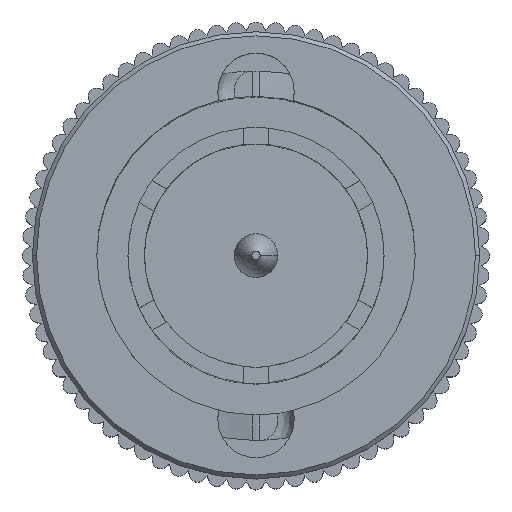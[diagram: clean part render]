
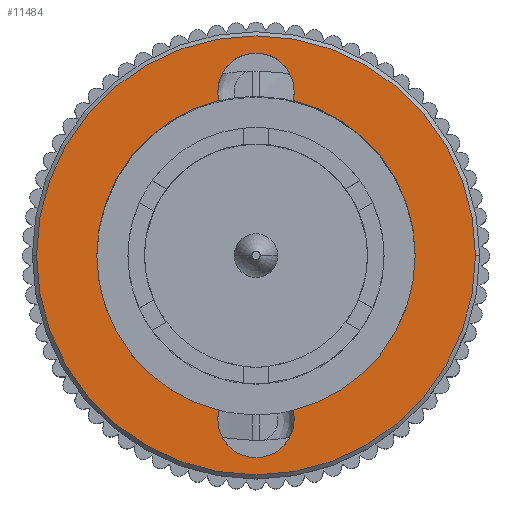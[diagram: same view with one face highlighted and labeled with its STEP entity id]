
A CAD part, top view. The second image highlights one B-rep face of the part: STEP entity #11484.
In plain terms, the highlighted planar face has unit normal (0, 0, 1).
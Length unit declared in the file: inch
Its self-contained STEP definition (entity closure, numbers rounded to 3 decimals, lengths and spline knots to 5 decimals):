
#10 = VERTEX_POINT ( 'NONE', #4508 ) ;
#211 = AXIS2_PLACEMENT_3D ( 'NONE', #3984, #862, #8071 ) ;
#291 = CIRCLE ( 'NONE', #1975, 0.2675 ) ;
#359 = FACE_OUTER_BOUND ( 'NONE', #11662, .T. ) ;
#375 = EDGE_CURVE ( 'NONE', #10, #9595, #11883, .T. ) ;
#413 = CARTESIAN_POINT ( 'NONE',  ( 0., 0., 0. ) ) ;
#422 = FACE_BOUND ( 'NONE', #7977, .T. ) ;
#456 = DIRECTION ( 'NONE',  ( 1., 0., 0. ) ) ;
#645 = ORIENTED_EDGE ( 'NONE', *, *, #10748, .F. ) ;
#732 = DIRECTION ( 'NONE',  ( 0., 0., 1. ) ) ;
#862 = DIRECTION ( 'NONE',  ( 0., 0., 1. ) ) ;
#1152 = DIRECTION ( 'NONE',  ( -1., 0., 0. ) ) ;
#1253 = DIRECTION ( 'NONE',  ( 1., 0., 0. ) ) ;
#1359 = AXIS2_PLACEMENT_3D ( 'NONE', #5488, #9535, #456 ) ;
#1400 = CARTESIAN_POINT ( 'NONE',  ( 0.2675, 0., 0. ) ) ;
#1678 = CARTESIAN_POINT ( 'NONE',  ( 0.0465, -0.2, 0. ) ) ;
#1692 = VERTEX_POINT ( 'NONE', #1400 ) ;
#1727 = VERTEX_POINT ( 'NONE', #8421 ) ;
#1754 = EDGE_CURVE ( 'NONE', #1727, #1692, #9257, .T. ) ;
#1794 = DIRECTION ( 'NONE',  ( 1., 0., 0. ) ) ;
#1820 = CARTESIAN_POINT ( 'NONE',  ( -0.0451, -0.18868, 0. ) ) ;
#1975 = AXIS2_PLACEMENT_3D ( 'NONE', #12717, #732, #4838 ) ;
#2014 = DIRECTION ( 'NONE',  ( -1., 0., 0. ) ) ;
#2087 = CIRCLE ( 'NONE', #9714, 0.0465 ) ;
#2422 = EDGE_CURVE ( 'NONE', #6826, #4260, #2087, .T. ) ;
#2451 = CARTESIAN_POINT ( 'NONE',  ( 0., -0.2, 0. ) ) ;
#2583 = AXIS2_PLACEMENT_3D ( 'NONE', #6104, #11081, #7032 ) ;
#2864 = VERTEX_POINT ( 'NONE', #1678 ) ;
#2890 = ORIENTED_EDGE ( 'NONE', *, *, #7515, .F. ) ;
#3266 = ORIENTED_EDGE ( 'NONE', *, *, #7732, .F. ) ;
#3318 = DIRECTION ( 'NONE',  ( 1., 0., 0. ) ) ;
#3327 = CARTESIAN_POINT ( 'NONE',  ( 0., -0.2, 0. ) ) ;
#3384 = DIRECTION ( 'NONE',  ( 0., 0., 1. ) ) ;
#3461 = DIRECTION ( 'NONE',  ( 0., 0., 1. ) ) ;
#3590 = DIRECTION ( 'NONE',  ( 1., 0., 0. ) ) ;
#3680 = CARTESIAN_POINT ( 'NONE',  ( -0.0465, -0.2, 0. ) ) ;
#3984 = CARTESIAN_POINT ( 'NONE',  ( 0.2725, 0., 0. ) ) ;
#4205 = CARTESIAN_POINT ( 'NONE',  ( 0., 0.2, 0. ) ) ;
#4239 = CARTESIAN_POINT ( 'NONE',  ( 0., 0.2, 0. ) ) ;
#4260 = VERTEX_POINT ( 'NONE', #3680 ) ;
#4508 = CARTESIAN_POINT ( 'NONE',  ( 0.0451, -0.18868, 0. ) ) ;
#4510 = AXIS2_PLACEMENT_3D ( 'NONE', #11925, #7686, #1794 ) ;
#4601 = EDGE_CURVE ( 'NONE', #12349, #6826, #12069, .T. ) ;
#4838 = DIRECTION ( 'NONE',  ( 1., 0., 0. ) ) ;
#5009 = CARTESIAN_POINT ( 'NONE',  ( -0.194, 0., 0. ) ) ;
#5173 = CIRCLE ( 'NONE', #1359, 0.194 ) ;
#5268 = ORIENTED_EDGE ( 'NONE', *, *, #12932, .F. ) ;
#5488 = CARTESIAN_POINT ( 'NONE',  ( 0., 0., 0. ) ) ;
#5610 = ORIENTED_EDGE ( 'NONE', *, *, #12470, .F. ) ;
#5747 = EDGE_CURVE ( 'NONE', #9595, #12198, #6558, .T. ) ;
#6027 = CIRCLE ( 'NONE', #7712, 0.0465 ) ;
#6104 = CARTESIAN_POINT ( 'NONE',  ( 0., 0., 0. ) ) ;
#6179 = DIRECTION ( 'NONE',  ( 0., 0., 1. ) ) ;
#6353 = AXIS2_PLACEMENT_3D ( 'NONE', #8679, #3384, #3318 ) ;
#6359 = DIRECTION ( 'NONE',  ( 1., 0., 0. ) ) ;
#6558 = CIRCLE ( 'NONE', #7618, 0.194 ) ;
#6573 = ORIENTED_EDGE ( 'NONE', *, *, #11656, .F. ) ;
#6826 = VERTEX_POINT ( 'NONE', #1820 ) ;
#6848 = VERTEX_POINT ( 'NONE', #13094 ) ;
#6950 = DIRECTION ( 'NONE',  ( 1., 0., 0. ) ) ;
#7032 = DIRECTION ( 'NONE',  ( 1., 0., 0. ) ) ;
#7452 = ORIENTED_EDGE ( 'NONE', *, *, #375, .F. ) ;
#7515 = EDGE_CURVE ( 'NONE', #9371, #6848, #9353, .T. ) ;
#7618 = AXIS2_PLACEMENT_3D ( 'NONE', #12188, #7941, #6950 ) ;
#7686 = DIRECTION ( 'NONE',  ( 0., 0., 1. ) ) ;
#7712 = AXIS2_PLACEMENT_3D ( 'NONE', #4239, #8404, #9270 ) ;
#7727 = CIRCLE ( 'NONE', #10275, 0.0465 ) ;
#7731 = VERTEX_POINT ( 'NONE', #7944 ) ;
#7732 = EDGE_CURVE ( 'NONE', #2864, #10, #11679, .T. ) ;
#7941 = DIRECTION ( 'NONE',  ( 0., 0., 1. ) ) ;
#7944 = CARTESIAN_POINT ( 'NONE',  ( -0.0451, 0.18868, 0. ) ) ;
#7977 = EDGE_LOOP ( 'NONE', ( #645, #6573, #2890, #5610, #8278, #7452, #3266, #5268, #10797, #13055 ) ) ;
#8071 = DIRECTION ( 'NONE',  ( 1., 0., 0. ) ) ;
#8278 = ORIENTED_EDGE ( 'NONE', *, *, #5747, .F. ) ;
#8404 = DIRECTION ( 'NONE',  ( 0., 0., 1. ) ) ;
#8421 = CARTESIAN_POINT ( 'NONE',  ( -0.2675, 0., 0. ) ) ;
#8499 = PLANE ( 'NONE',  #211 ) ;
#8573 = CIRCLE ( 'NONE', #11947, 0.0465 ) ;
#8679 = CARTESIAN_POINT ( 'NONE',  ( 0., 0., 0. ) ) ;
#9073 = ORIENTED_EDGE ( 'NONE', *, *, #9143, .T. ) ;
#9143 = EDGE_CURVE ( 'NONE', #1692, #1727, #291, .T. ) ;
#9257 = CIRCLE ( 'NONE', #11779, 0.2675 ) ;
#9270 = DIRECTION ( 'NONE',  ( -1., 0., 0. ) ) ;
#9353 = CIRCLE ( 'NONE', #11044, 0.0465 ) ;
#9362 = CARTESIAN_POINT ( 'NONE',  ( 0., 0.2, 0. ) ) ;
#9371 = VERTEX_POINT ( 'NONE', #12244 ) ;
#9535 = DIRECTION ( 'NONE',  ( 0., 0., 1. ) ) ;
#9560 = ORIENTED_EDGE ( 'NONE', *, *, #1754, .T. ) ;
#9595 = VERTEX_POINT ( 'NONE', #10654 ) ;
#9714 = AXIS2_PLACEMENT_3D ( 'NONE', #2451, #12321, #1253 ) ;
#10275 = AXIS2_PLACEMENT_3D ( 'NONE', #3327, #11465, #3590 ) ;
#10654 = CARTESIAN_POINT ( 'NONE',  ( 0.194, 0., 0. ) ) ;
#10748 = EDGE_CURVE ( 'NONE', #7731, #12349, #5173, .T. ) ;
#10797 = ORIENTED_EDGE ( 'NONE', *, *, #2422, .F. ) ;
#11044 = AXIS2_PLACEMENT_3D ( 'NONE', #9362, #6179, #1152 ) ;
#11081 = DIRECTION ( 'NONE',  ( 0., 0., 1. ) ) ;
#11095 = DIRECTION ( 'NONE',  ( 0., 0., 1. ) ) ;
#11465 = DIRECTION ( 'NONE',  ( 0., 0., 1. ) ) ;
#11484 = ADVANCED_FACE ( 'NONE', ( #359, #422 ), #8499, .T. ) ;
#11616 = CARTESIAN_POINT ( 'NONE',  ( 0.0451, 0.18868, 0. ) ) ;
#11656 = EDGE_CURVE ( 'NONE', #6848, #7731, #6027, .T. ) ;
#11662 = EDGE_LOOP ( 'NONE', ( #9560, #9073 ) ) ;
#11679 = CIRCLE ( 'NONE', #4510, 0.0465 ) ;
#11779 = AXIS2_PLACEMENT_3D ( 'NONE', #413, #3461, #6359 ) ;
#11883 = CIRCLE ( 'NONE', #2583, 0.194 ) ;
#11925 = CARTESIAN_POINT ( 'NONE',  ( 0., -0.2, 0. ) ) ;
#11947 = AXIS2_PLACEMENT_3D ( 'NONE', #4205, #11095, #2014 ) ;
#12069 = CIRCLE ( 'NONE', #6353, 0.194 ) ;
#12188 = CARTESIAN_POINT ( 'NONE',  ( 0., 0., 0. ) ) ;
#12198 = VERTEX_POINT ( 'NONE', #11616 ) ;
#12244 = CARTESIAN_POINT ( 'NONE',  ( 0.0465, 0.2, 0. ) ) ;
#12321 = DIRECTION ( 'NONE',  ( 0., 0., 1. ) ) ;
#12349 = VERTEX_POINT ( 'NONE', #5009 ) ;
#12470 = EDGE_CURVE ( 'NONE', #12198, #9371, #8573, .T. ) ;
#12717 = CARTESIAN_POINT ( 'NONE',  ( 0., 0., 0. ) ) ;
#12932 = EDGE_CURVE ( 'NONE', #4260, #2864, #7727, .T. ) ;
#13055 = ORIENTED_EDGE ( 'NONE', *, *, #4601, .F. ) ;
#13094 = CARTESIAN_POINT ( 'NONE',  ( -0.0465, 0.2, 0. ) ) ;
